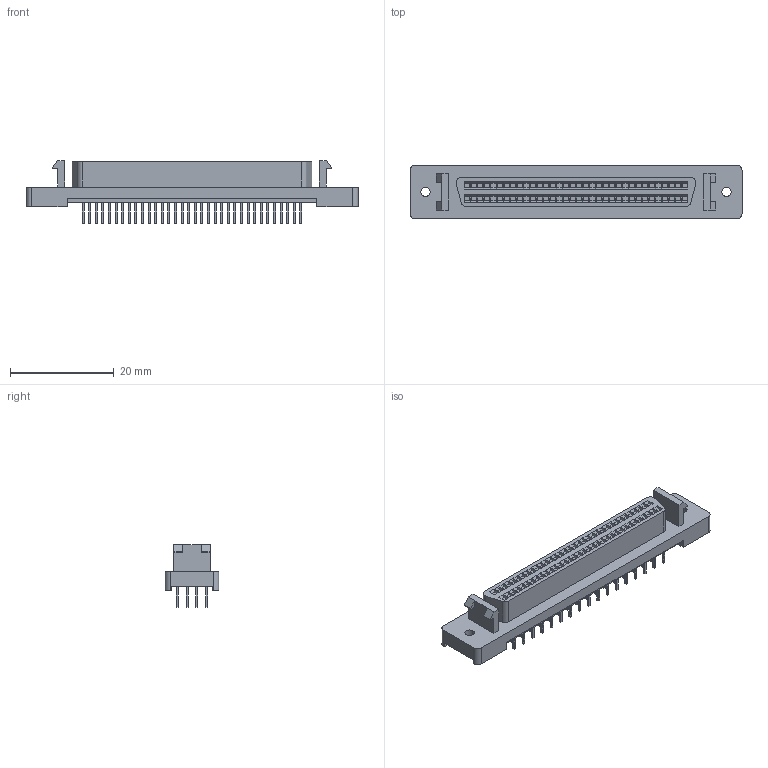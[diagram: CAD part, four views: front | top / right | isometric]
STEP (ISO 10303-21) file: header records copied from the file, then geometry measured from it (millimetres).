
FILE_DESCRIPTION(('STEP AP242'),'1');
FILE_NAME('5749721-7.stp','2025-03-21T15:37:19',('TraceParts'),('TraceParts S.A.'),'Spatial InterOp 3D',' ',' ');
FILE_SCHEMA(('AP242_MANAGED_MODEL_BASED_3D_ENGINEERING_MIM_LF {1 0 10303 442 1 1 4}'));
Length unit declared in the file: millimetre
Products named in the file (1): 5749721-7
Bounding box: 63.88 x 10.31 x 12.09 mm (x, y, z)
Volume: 3261.4 mm3; surface area: 3035.8 mm2
Topology: 1 solids, 1 shells, 747 faces, 1814 edges, 1208 vertices
Faces by surface type: plane 733, cylinder 14
Entity records: 21427 total; most frequent: CARTESIAN_POINT 3770, ORIENTED_EDGE 3628, DIRECTION 3338, EDGE_CURVE 1814, LINE 1786, VECTOR 1786, VERTEX_POINT 1208, EDGE_LOOP 890
